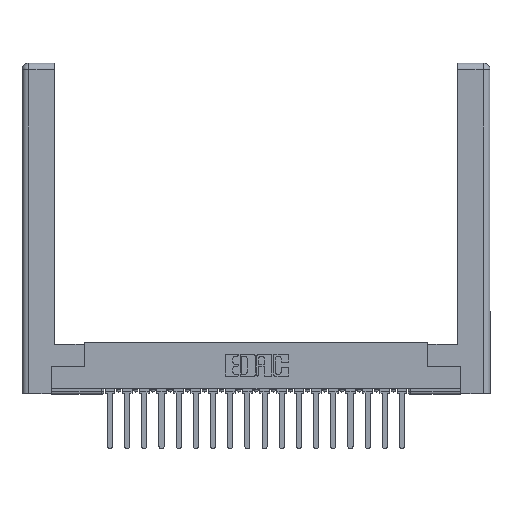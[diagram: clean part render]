
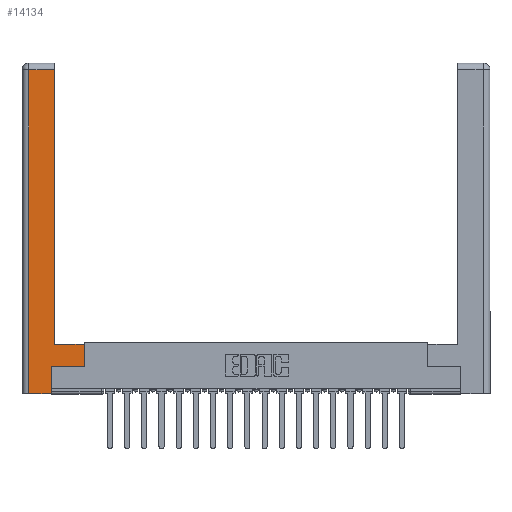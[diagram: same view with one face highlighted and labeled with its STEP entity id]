
A CAD part, top view. The second image highlights one B-rep face of the part: STEP entity #14134.
In plain terms, the highlighted planar face has unit normal (0, 0, 1).
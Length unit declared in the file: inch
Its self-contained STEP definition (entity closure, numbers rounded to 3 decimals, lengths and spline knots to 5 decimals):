
#1 = CARTESIAN_POINT ( 'NONE',  ( 0.295, 3., 0. ) ) ;
#255 = CARTESIAN_POINT ( 'NONE',  ( 0.565, 0.245, 0. ) ) ;
#485 = DIRECTION ( 'NONE',  ( -1., 0., 0. ) ) ;
#530 = VECTOR ( 'NONE', #21536, 39.37008 ) ;
#847 = VERTEX_POINT ( 'NONE', #12483 ) ;
#928 = LINE ( 'NONE', #8296, #8059 ) ;
#1021 = DIRECTION ( 'NONE',  ( 1., 0., 0. ) ) ;
#1364 = DIRECTION ( 'NONE',  ( 0., 1., 0. ) ) ;
#1515 = CARTESIAN_POINT ( 'NONE',  ( 0.265, 0.245, 0. ) ) ;
#1563 = FACE_OUTER_BOUND ( 'NONE', #10434, .T. ) ;
#1833 = ORIENTED_EDGE ( 'NONE', *, *, #6157, .T. ) ;
#2376 = CARTESIAN_POINT ( 'NONE',  ( 0.295, 2.94, 0. ) ) ;
#2443 = ORIENTED_EDGE ( 'NONE', *, *, #7316, .T. ) ;
#2449 = ORIENTED_EDGE ( 'NONE', *, *, #9084, .T. ) ;
#2632 = LINE ( 'NONE', #9823, #530 ) ;
#2772 = VECTOR ( 'NONE', #19596, 39.37008 ) ;
#2880 = VECTOR ( 'NONE', #5112, 39.37008 ) ;
#2964 = ORIENTED_EDGE ( 'NONE', *, *, #10570, .T. ) ;
#3183 = VERTEX_POINT ( 'NONE', #18427 ) ;
#3420 = VECTOR ( 'NONE', #1364, 39.37008 ) ;
#3928 = CARTESIAN_POINT ( 'NONE',  ( 0., 0., 0. ) ) ;
#4314 = EDGE_CURVE ( 'NONE', #14224, #5843, #8141, .T. ) ;
#4402 = AXIS2_PLACEMENT_3D ( 'NONE', #3928, #17376, #17443 ) ;
#4551 = CARTESIAN_POINT ( 'NONE',  ( 0.265, 0., 0. ) ) ;
#5112 = DIRECTION ( 'NONE',  ( 1., 0., 0. ) ) ;
#5719 = LINE ( 'NONE', #4551, #8874 ) ;
#5843 = VERTEX_POINT ( 'NONE', #7490 ) ;
#6157 = EDGE_CURVE ( 'NONE', #3183, #14224, #928, .T. ) ;
#6358 = CARTESIAN_POINT ( 'NONE',  ( 0.265, 0.245, 0. ) ) ;
#6847 = LINE ( 'NONE', #255, #2880 ) ;
#7189 = VERTEX_POINT ( 'NONE', #12846 ) ;
#7316 = EDGE_CURVE ( 'NONE', #5843, #14197, #7695, .T. ) ;
#7350 = VECTOR ( 'NONE', #485, 39.37008 ) ;
#7490 = CARTESIAN_POINT ( 'NONE',  ( 0.295, 0.45, 0. ) ) ;
#7695 = LINE ( 'NONE', #1, #9792 ) ;
#8059 = VECTOR ( 'NONE', #21616, 39.37008 ) ;
#8066 = ORIENTED_EDGE ( 'NONE', *, *, #18661, .T. ) ;
#8141 = LINE ( 'NONE', #10567, #7350 ) ;
#8296 = CARTESIAN_POINT ( 'NONE',  ( 0.565, 0.45, 0. ) ) ;
#8604 = ORIENTED_EDGE ( 'NONE', *, *, #4314, .T. ) ;
#8874 = VECTOR ( 'NONE', #1021, 39.37008 ) ;
#9084 = EDGE_CURVE ( 'NONE', #7189, #14102, #2632, .T. ) ;
#9792 = VECTOR ( 'NONE', #11544, 39.37008 ) ;
#9823 = CARTESIAN_POINT ( 'NONE',  ( 0.0615, 0., 0. ) ) ;
#10434 = EDGE_LOOP ( 'NONE', ( #2443, #20033, #2449, #2964, #8066, #16686, #1833, #8604 ) ) ;
#10567 = CARTESIAN_POINT ( 'NONE',  ( 0.295, 0.45, 0. ) ) ;
#10570 = EDGE_CURVE ( 'NONE', #14102, #847, #5719, .T. ) ;
#11544 = DIRECTION ( 'NONE',  ( 0., 1., 0. ) ) ;
#12483 = CARTESIAN_POINT ( 'NONE',  ( 0.265, 0., 0. ) ) ;
#12846 = CARTESIAN_POINT ( 'NONE',  ( 0.0615, 2.94, 0. ) ) ;
#14102 = VERTEX_POINT ( 'NONE', #15485 ) ;
#14134 = ADVANCED_FACE ( 'NONE', ( #1563 ), #20683, .F. ) ;
#14197 = VERTEX_POINT ( 'NONE', #2376 ) ;
#14224 = VERTEX_POINT ( 'NONE', #19001 ) ;
#14744 = CARTESIAN_POINT ( 'NONE',  ( 0.0615, 2.94, 0. ) ) ;
#15485 = CARTESIAN_POINT ( 'NONE',  ( 0.0615, 0., 0. ) ) ;
#15637 = EDGE_CURVE ( 'NONE', #14197, #7189, #19071, .T. ) ;
#16686 = ORIENTED_EDGE ( 'NONE', *, *, #18712, .T. ) ;
#16821 = LINE ( 'NONE', #1515, #3420 ) ;
#17376 = DIRECTION ( 'NONE',  ( 0., 0., -1. ) ) ;
#17443 = DIRECTION ( 'NONE',  ( -1., 0., 0. ) ) ;
#18427 = CARTESIAN_POINT ( 'NONE',  ( 0.565, 0.245, 0. ) ) ;
#18493 = VERTEX_POINT ( 'NONE', #6358 ) ;
#18661 = EDGE_CURVE ( 'NONE', #847, #18493, #16821, .T. ) ;
#18712 = EDGE_CURVE ( 'NONE', #18493, #3183, #6847, .T. ) ;
#19001 = CARTESIAN_POINT ( 'NONE',  ( 0.565, 0.45, 0. ) ) ;
#19071 = LINE ( 'NONE', #14744, #2772 ) ;
#19596 = DIRECTION ( 'NONE',  ( -1., 0., 0. ) ) ;
#20033 = ORIENTED_EDGE ( 'NONE', *, *, #15637, .T. ) ;
#20683 = PLANE ( 'NONE',  #4402 ) ;
#21536 = DIRECTION ( 'NONE',  ( 0., -1., 0. ) ) ;
#21616 = DIRECTION ( 'NONE',  ( 0., 1., 0. ) ) ;
